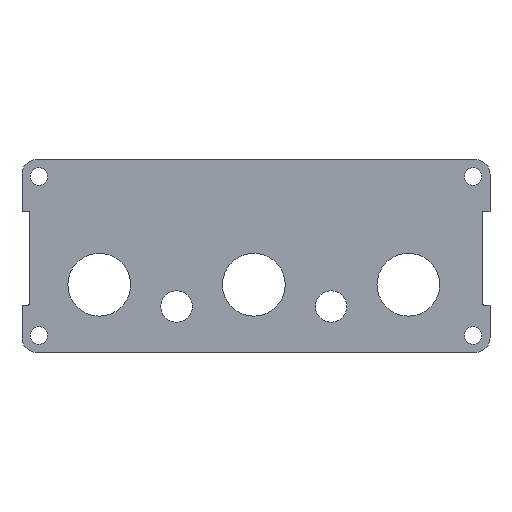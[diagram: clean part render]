
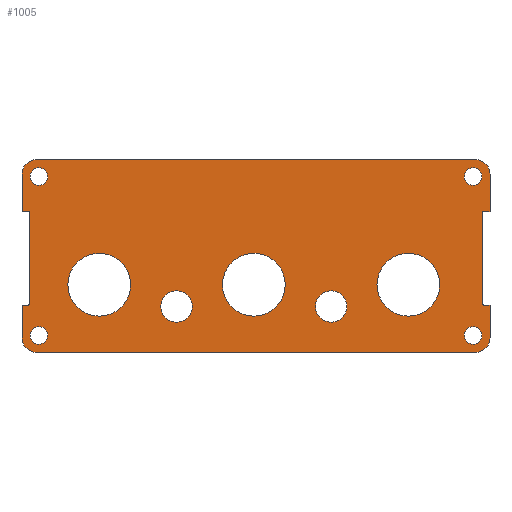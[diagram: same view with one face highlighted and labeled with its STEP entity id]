
A CAD part, top view. The second image highlights one B-rep face of the part: STEP entity #1005.
In plain terms, the highlighted planar face has unit normal (0, 0, 1).
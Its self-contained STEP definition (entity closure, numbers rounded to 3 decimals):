
#24 = VERTEX_POINT('',#25);
#25 = CARTESIAN_POINT('',(0.,9.8,2.));
#31 = EDGE_CURVE('',#24,#32,#34,.T.);
#32 = VERTEX_POINT('',#33);
#33 = CARTESIAN_POINT('',(0.,3.,2.));
#34 = LINE('',#35,#36);
#35 = CARTESIAN_POINT('',(0.,9.8,2.));
#36 = VECTOR('',#37,1.);
#37 = DIRECTION('',(0.,-1.,0.));
#62 = EDGE_CURVE('',#32,#63,#65,.T.);
#63 = VERTEX_POINT('',#64);
#64 = CARTESIAN_POINT('',(3.,0.,2.));
#65 = CIRCLE('',#66,3.);
#66 = AXIS2_PLACEMENT_3D('',#67,#68,#69);
#67 = CARTESIAN_POINT('',(3.,3.,2.));
#68 = DIRECTION('',(0.,0.,1.));
#69 = DIRECTION('',(1.,0.,0.));
#95 = EDGE_CURVE('',#63,#96,#98,.T.);
#96 = VERTEX_POINT('',#97);
#97 = CARTESIAN_POINT('',(93.9,0.,2.));
#98 = LINE('',#99,#100);
#99 = CARTESIAN_POINT('',(3.,0.,2.));
#100 = VECTOR('',#101,1.);
#101 = DIRECTION('',(1.,0.,0.));
#126 = EDGE_CURVE('',#96,#127,#129,.T.);
#127 = VERTEX_POINT('',#128);
#128 = CARTESIAN_POINT('',(96.9,3.,2.));
#129 = CIRCLE('',#130,3.);
#130 = AXIS2_PLACEMENT_3D('',#131,#132,#133);
#131 = CARTESIAN_POINT('',(93.9,3.,2.));
#132 = DIRECTION('',(0.,0.,1.));
#133 = DIRECTION('',(1.,0.,0.));
#161 = VERTEX_POINT('',#162);
#162 = CARTESIAN_POINT('',(96.9,9.8,2.));
#168 = EDGE_CURVE('',#161,#127,#169,.T.);
#169 = LINE('',#170,#171);
#170 = CARTESIAN_POINT('',(96.9,9.8,2.));
#171 = VECTOR('',#172,1.);
#172 = DIRECTION('',(0.,-1.,0.));
#190 = EDGE_CURVE('',#161,#191,#193,.T.);
#191 = VERTEX_POINT('',#192);
#192 = CARTESIAN_POINT('',(95.5,9.8,2.));
#193 = LINE('',#194,#195);
#194 = CARTESIAN_POINT('',(96.9,9.8,2.));
#195 = VECTOR('',#196,1.);
#196 = DIRECTION('',(-1.,0.,0.));
#223 = VERTEX_POINT('',#224);
#224 = CARTESIAN_POINT('',(95.4,9.9,2.));
#230 = EDGE_CURVE('',#223,#191,#231,.T.);
#231 = CIRCLE('',#232,0.1);
#232 = AXIS2_PLACEMENT_3D('',#233,#234,#235);
#233 = CARTESIAN_POINT('',(95.5,9.9,2.));
#234 = DIRECTION('',(0.,0.,1.));
#235 = DIRECTION('',(1.,0.,0.));
#256 = VERTEX_POINT('',#257);
#257 = CARTESIAN_POINT('',(95.4,29.,2.));
#263 = EDGE_CURVE('',#256,#223,#264,.T.);
#264 = LINE('',#265,#266);
#265 = CARTESIAN_POINT('',(95.4,29.,2.));
#266 = VECTOR('',#267,1.);
#267 = DIRECTION('',(0.,-1.,0.));
#287 = VERTEX_POINT('',#288);
#288 = CARTESIAN_POINT('',(95.5,29.1,2.));
#294 = EDGE_CURVE('',#287,#256,#295,.T.);
#295 = CIRCLE('',#296,0.1);
#296 = AXIS2_PLACEMENT_3D('',#297,#298,#299);
#297 = CARTESIAN_POINT('',(95.5,29.,2.));
#298 = DIRECTION('',(0.,0.,1.));
#299 = DIRECTION('',(1.,0.,0.));
#320 = VERTEX_POINT('',#321);
#321 = CARTESIAN_POINT('',(96.9,29.1,2.));
#327 = EDGE_CURVE('',#320,#287,#328,.T.);
#328 = LINE('',#329,#330);
#329 = CARTESIAN_POINT('',(96.9,29.1,2.));
#330 = VECTOR('',#331,1.);
#331 = DIRECTION('',(-1.,0.,0.));
#351 = VERTEX_POINT('',#352);
#352 = CARTESIAN_POINT('',(96.9,36.9,2.));
#358 = EDGE_CURVE('',#351,#320,#359,.T.);
#359 = LINE('',#360,#361);
#360 = CARTESIAN_POINT('',(96.9,36.9,2.));
#361 = VECTOR('',#362,1.);
#362 = DIRECTION('',(0.,-1.,0.));
#380 = EDGE_CURVE('',#351,#381,#383,.T.);
#381 = VERTEX_POINT('',#382);
#382 = CARTESIAN_POINT('',(93.9,39.9,2.));
#383 = CIRCLE('',#384,3.);
#384 = AXIS2_PLACEMENT_3D('',#385,#386,#387);
#385 = CARTESIAN_POINT('',(93.9,36.9,2.));
#386 = DIRECTION('',(0.,0.,1.));
#387 = DIRECTION('',(1.,0.,0.));
#413 = EDGE_CURVE('',#381,#414,#416,.T.);
#414 = VERTEX_POINT('',#415);
#415 = CARTESIAN_POINT('',(3.,39.9,2.));
#416 = LINE('',#417,#418);
#417 = CARTESIAN_POINT('',(93.9,39.9,2.));
#418 = VECTOR('',#419,1.);
#419 = DIRECTION('',(-1.,0.,0.));
#444 = EDGE_CURVE('',#414,#445,#447,.T.);
#445 = VERTEX_POINT('',#446);
#446 = CARTESIAN_POINT('',(0.,36.9,2.));
#447 = CIRCLE('',#448,3.);
#448 = AXIS2_PLACEMENT_3D('',#449,#450,#451);
#449 = CARTESIAN_POINT('',(3.,36.9,2.));
#450 = DIRECTION('',(0.,0.,1.));
#451 = DIRECTION('',(1.,0.,0.));
#477 = EDGE_CURVE('',#445,#478,#480,.T.);
#478 = VERTEX_POINT('',#479);
#479 = CARTESIAN_POINT('',(0.,29.1,2.));
#480 = LINE('',#481,#482);
#481 = CARTESIAN_POINT('',(0.,36.9,2.));
#482 = VECTOR('',#483,1.);
#483 = DIRECTION('',(0.,-1.,0.));
#508 = EDGE_CURVE('',#478,#509,#511,.T.);
#509 = VERTEX_POINT('',#510);
#510 = CARTESIAN_POINT('',(1.4,29.1,2.));
#511 = LINE('',#512,#513);
#512 = CARTESIAN_POINT('',(0.,29.1,2.));
#513 = VECTOR('',#514,1.);
#514 = DIRECTION('',(1.,0.,0.));
#541 = VERTEX_POINT('',#542);
#542 = CARTESIAN_POINT('',(1.5,29.,2.));
#548 = EDGE_CURVE('',#541,#509,#549,.T.);
#549 = CIRCLE('',#550,0.1);
#550 = AXIS2_PLACEMENT_3D('',#551,#552,#553);
#551 = CARTESIAN_POINT('',(1.4,29.,2.));
#552 = DIRECTION('',(0.,0.,1.));
#553 = DIRECTION('',(1.,0.,0.));
#572 = EDGE_CURVE('',#541,#573,#575,.T.);
#573 = VERTEX_POINT('',#574);
#574 = CARTESIAN_POINT('',(1.5,9.9,2.));
#575 = LINE('',#576,#577);
#576 = CARTESIAN_POINT('',(1.5,29.,2.));
#577 = VECTOR('',#578,1.);
#578 = DIRECTION('',(0.,-1.,0.));
#605 = VERTEX_POINT('',#606);
#606 = CARTESIAN_POINT('',(1.4,9.8,2.));
#612 = EDGE_CURVE('',#605,#573,#613,.T.);
#613 = CIRCLE('',#614,0.1);
#614 = AXIS2_PLACEMENT_3D('',#615,#616,#617);
#615 = CARTESIAN_POINT('',(1.4,9.9,2.));
#616 = DIRECTION('',(0.,0.,1.));
#617 = DIRECTION('',(1.,0.,0.));
#636 = EDGE_CURVE('',#24,#605,#637,.T.);
#637 = LINE('',#638,#639);
#638 = CARTESIAN_POINT('',(0.,9.8,2.));
#639 = VECTOR('',#640,1.);
#640 = DIRECTION('',(1.,0.,0.));
#660 = VERTEX_POINT('',#661);
#661 = CARTESIAN_POINT('',(86.5,14.,2.));
#667 = EDGE_CURVE('',#660,#660,#668,.T.);
#668 = CIRCLE('',#669,6.5);
#669 = AXIS2_PLACEMENT_3D('',#670,#671,#672);
#670 = CARTESIAN_POINT('',(80.,14.,2.));
#671 = DIRECTION('',(0.,0.,1.));
#672 = DIRECTION('',(1.,0.,0.));
#693 = VERTEX_POINT('',#694);
#694 = CARTESIAN_POINT('',(54.5,14.,2.));
#700 = EDGE_CURVE('',#693,#693,#701,.T.);
#701 = CIRCLE('',#702,6.5);
#702 = AXIS2_PLACEMENT_3D('',#703,#704,#705);
#703 = CARTESIAN_POINT('',(48.,14.,2.));
#704 = DIRECTION('',(0.,0.,1.));
#705 = DIRECTION('',(1.,0.,0.));
#726 = VERTEX_POINT('',#727);
#727 = CARTESIAN_POINT('',(22.5,14.,2.));
#733 = EDGE_CURVE('',#726,#726,#734,.T.);
#734 = CIRCLE('',#735,6.5);
#735 = AXIS2_PLACEMENT_3D('',#736,#737,#738);
#736 = CARTESIAN_POINT('',(16.,14.,2.));
#737 = DIRECTION('',(0.,0.,1.));
#738 = DIRECTION('',(1.,0.,0.));
#759 = VERTEX_POINT('',#760);
#760 = CARTESIAN_POINT('',(67.25,9.5,2.));
#766 = EDGE_CURVE('',#759,#759,#767,.T.);
#767 = CIRCLE('',#768,3.25);
#768 = AXIS2_PLACEMENT_3D('',#769,#770,#771);
#769 = CARTESIAN_POINT('',(64.,9.5,2.));
#770 = DIRECTION('',(0.,0.,1.));
#771 = DIRECTION('',(1.,0.,0.));
#792 = VERTEX_POINT('',#793);
#793 = CARTESIAN_POINT('',(35.25,9.5,2.));
#799 = EDGE_CURVE('',#792,#792,#800,.T.);
#800 = CIRCLE('',#801,3.25);
#801 = AXIS2_PLACEMENT_3D('',#802,#803,#804);
#802 = CARTESIAN_POINT('',(32.,9.5,2.));
#803 = DIRECTION('',(0.,0.,1.));
#804 = DIRECTION('',(1.,0.,0.));
#825 = VERTEX_POINT('',#826);
#826 = CARTESIAN_POINT('',(95.225,36.4,2.));
#832 = EDGE_CURVE('',#825,#825,#833,.T.);
#833 = CIRCLE('',#834,1.825);
#834 = AXIS2_PLACEMENT_3D('',#835,#836,#837);
#835 = CARTESIAN_POINT('',(93.4,36.4,2.));
#836 = DIRECTION('',(0.,0.,1.));
#837 = DIRECTION('',(1.,0.,0.));
#858 = VERTEX_POINT('',#859);
#859 = CARTESIAN_POINT('',(95.225,3.5,2.));
#865 = EDGE_CURVE('',#858,#858,#866,.T.);
#866 = CIRCLE('',#867,1.825);
#867 = AXIS2_PLACEMENT_3D('',#868,#869,#870);
#868 = CARTESIAN_POINT('',(93.4,3.5,2.));
#869 = DIRECTION('',(0.,0.,1.));
#870 = DIRECTION('',(1.,0.,0.));
#891 = VERTEX_POINT('',#892);
#892 = CARTESIAN_POINT('',(5.325,36.4,2.));
#898 = EDGE_CURVE('',#891,#891,#899,.T.);
#899 = CIRCLE('',#900,1.825);
#900 = AXIS2_PLACEMENT_3D('',#901,#902,#903);
#901 = CARTESIAN_POINT('',(3.5,36.4,2.));
#902 = DIRECTION('',(0.,0.,1.));
#903 = DIRECTION('',(1.,0.,0.));
#924 = VERTEX_POINT('',#925);
#925 = CARTESIAN_POINT('',(5.325,3.5,2.));
#931 = EDGE_CURVE('',#924,#924,#932,.T.);
#932 = CIRCLE('',#933,1.825);
#933 = AXIS2_PLACEMENT_3D('',#934,#935,#936);
#934 = CARTESIAN_POINT('',(3.5,3.5,2.));
#935 = DIRECTION('',(0.,0.,1.));
#936 = DIRECTION('',(1.,0.,0.));
#1005 = ADVANCED_FACE('',(#1006,#1028,#1031,#1034,#1037,#1040,#1043,
    #1046,#1049,#1052),#1055,.T.);
#1006 = FACE_BOUND('',#1007,.T.);
#1007 = EDGE_LOOP('',(#1008,#1009,#1010,#1011,#1012,#1013,#1014,#1015,
    #1016,#1017,#1018,#1019,#1020,#1021,#1022,#1023,#1024,#1025,#1026,
    #1027));
#1008 = ORIENTED_EDGE('',*,*,#31,.T.);
#1009 = ORIENTED_EDGE('',*,*,#62,.T.);
#1010 = ORIENTED_EDGE('',*,*,#95,.T.);
#1011 = ORIENTED_EDGE('',*,*,#126,.T.);
#1012 = ORIENTED_EDGE('',*,*,#168,.F.);
#1013 = ORIENTED_EDGE('',*,*,#190,.T.);
#1014 = ORIENTED_EDGE('',*,*,#230,.F.);
#1015 = ORIENTED_EDGE('',*,*,#263,.F.);
#1016 = ORIENTED_EDGE('',*,*,#294,.F.);
#1017 = ORIENTED_EDGE('',*,*,#327,.F.);
#1018 = ORIENTED_EDGE('',*,*,#358,.F.);
#1019 = ORIENTED_EDGE('',*,*,#380,.T.);
#1020 = ORIENTED_EDGE('',*,*,#413,.T.);
#1021 = ORIENTED_EDGE('',*,*,#444,.T.);
#1022 = ORIENTED_EDGE('',*,*,#477,.T.);
#1023 = ORIENTED_EDGE('',*,*,#508,.T.);
#1024 = ORIENTED_EDGE('',*,*,#548,.F.);
#1025 = ORIENTED_EDGE('',*,*,#572,.T.);
#1026 = ORIENTED_EDGE('',*,*,#612,.F.);
#1027 = ORIENTED_EDGE('',*,*,#636,.F.);
#1028 = FACE_BOUND('',#1029,.F.);
#1029 = EDGE_LOOP('',(#1030));
#1030 = ORIENTED_EDGE('',*,*,#667,.T.);
#1031 = FACE_BOUND('',#1032,.F.);
#1032 = EDGE_LOOP('',(#1033));
#1033 = ORIENTED_EDGE('',*,*,#700,.T.);
#1034 = FACE_BOUND('',#1035,.F.);
#1035 = EDGE_LOOP('',(#1036));
#1036 = ORIENTED_EDGE('',*,*,#733,.T.);
#1037 = FACE_BOUND('',#1038,.F.);
#1038 = EDGE_LOOP('',(#1039));
#1039 = ORIENTED_EDGE('',*,*,#766,.T.);
#1040 = FACE_BOUND('',#1041,.F.);
#1041 = EDGE_LOOP('',(#1042));
#1042 = ORIENTED_EDGE('',*,*,#799,.T.);
#1043 = FACE_BOUND('',#1044,.F.);
#1044 = EDGE_LOOP('',(#1045));
#1045 = ORIENTED_EDGE('',*,*,#832,.T.);
#1046 = FACE_BOUND('',#1047,.F.);
#1047 = EDGE_LOOP('',(#1048));
#1048 = ORIENTED_EDGE('',*,*,#865,.T.);
#1049 = FACE_BOUND('',#1050,.F.);
#1050 = EDGE_LOOP('',(#1051));
#1051 = ORIENTED_EDGE('',*,*,#898,.T.);
#1052 = FACE_BOUND('',#1053,.F.);
#1053 = EDGE_LOOP('',(#1054));
#1054 = ORIENTED_EDGE('',*,*,#931,.T.);
#1055 = PLANE('',#1056);
#1056 = AXIS2_PLACEMENT_3D('',#1057,#1058,#1059);
#1057 = CARTESIAN_POINT('',(48.314,17.806,2.));
#1058 = DIRECTION('',(0.,0.,1.));
#1059 = DIRECTION('',(1.,0.,0.));
